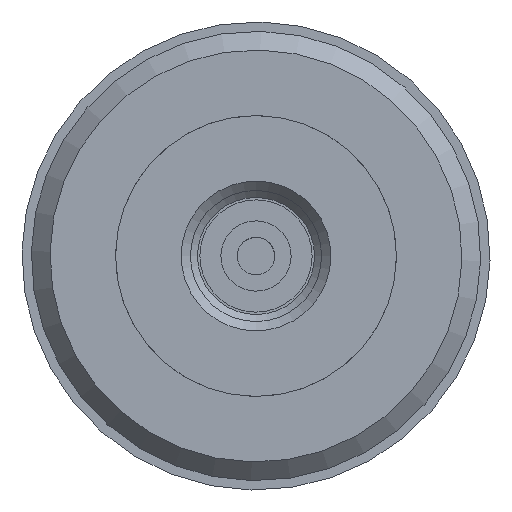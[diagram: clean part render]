
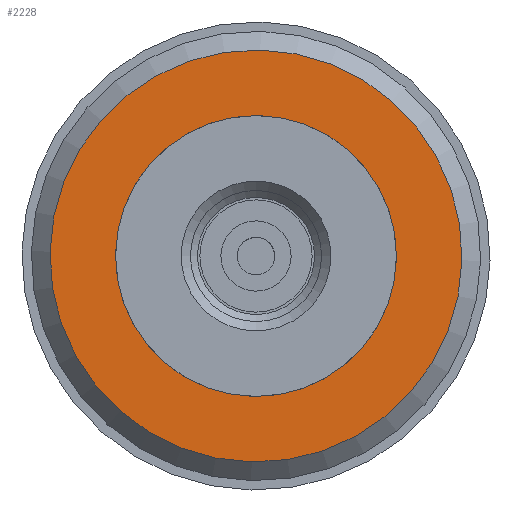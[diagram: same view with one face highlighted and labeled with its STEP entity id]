
A CAD part, left-side view. The second image highlights one B-rep face of the part: STEP entity #2228.
In plain terms, the highlighted face is planar.
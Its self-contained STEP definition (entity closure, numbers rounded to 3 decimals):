
#343=PLANE('',#2580);
#850=ORIENTED_EDGE('',*,*,#1157,.T.);
#851=ORIENTED_EDGE('',*,*,#1158,.T.);
#1157=EDGE_CURVE('',#1372,#1372,#1524,.T.);
#1158=EDGE_CURVE('',#1373,#1373,#1525,.T.);
#1372=VERTEX_POINT('',#4066);
#1373=VERTEX_POINT('',#4068);
#1524=CIRCLE('',#2581,2.2);
#1525=CIRCLE('',#2582,1.5);
#1742=EDGE_LOOP('',(#850));
#1743=EDGE_LOOP('',(#851));
#1990=FACE_BOUND('',#1742,.T.);
#1991=FACE_BOUND('',#1743,.T.);
#2228=ADVANCED_FACE('',(#1990,#1991),#343,.T.);
#2580=AXIS2_PLACEMENT_3D('',#4064,#3221,#3222);
#2581=AXIS2_PLACEMENT_3D('',#4065,#3223,#3224);
#2582=AXIS2_PLACEMENT_3D('',#4067,#3225,#3226);
#3221=DIRECTION('',(0.,0.,-1.));
#3222=DIRECTION('',(-1.,0.,0.));
#3223=DIRECTION('',(0.,0.,-1.));
#3224=DIRECTION('',(-1.,0.,0.));
#3225=DIRECTION('',(0.,0.,1.));
#3226=DIRECTION('',(0.,-1.,0.));
#4064=CARTESIAN_POINT('',(0.,-0.75,-5.8));
#4065=CARTESIAN_POINT('',(0.,0.,-5.8));
#4066=CARTESIAN_POINT('',(-2.2,0.,-5.8));
#4067=CARTESIAN_POINT('',(0.,0.,-5.8));
#4068=CARTESIAN_POINT('',(0.,-1.5,-5.8));
